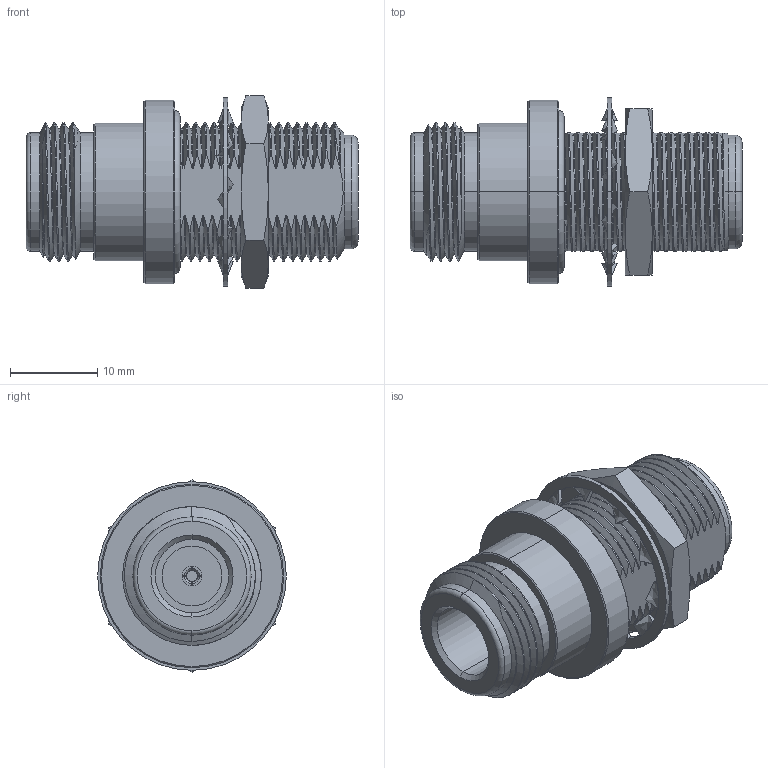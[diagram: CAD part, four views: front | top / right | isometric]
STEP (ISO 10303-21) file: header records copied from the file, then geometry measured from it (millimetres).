
FILE_DESCRIPTION (( 'STEP AP203' ), '1' );
FILE_NAME ('SM4461.step', '2018-07-11T22:38:45', ( '' ), ( '' ), 'SwSTEP 2.0', 'SolidWorks 2017', '' );
FILE_SCHEMA (( 'CONFIG_CONTROL_DESIGN' ));
Products named in the file (1): SM4461
Bounding box: 38 x 21.59 x 22 mm (x, y, z)
Volume: 6436.1 mm3; surface area: 5167.6 mm2
Topology: 4 solids, 4 shells, 404 faces, 1149 edges, 762 vertices
Faces by surface type: bspline 158, cylinder 134, plane 60, cone 44, torus 8
Entity records: 88685 total; most frequent: CARTESIAN_POINT 80149, ORIENTED_EDGE 2298, DIRECTION 1154, EDGE_CURVE 1149, VERTEX_POINT 762, AXIS2_PLACEMENT_3D 425, EDGE_LOOP 419, FACE_OUTER_BOUND 404
